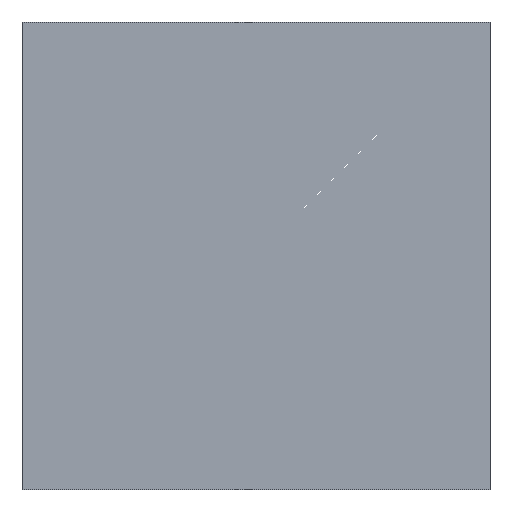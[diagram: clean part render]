
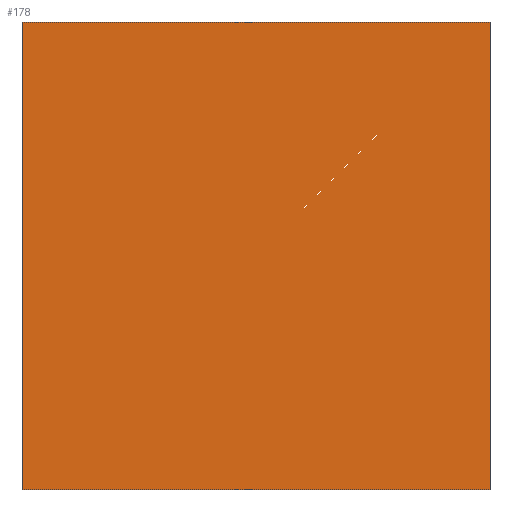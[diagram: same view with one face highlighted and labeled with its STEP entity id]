
A CAD part, front view. The second image highlights one B-rep face of the part: STEP entity #178.
In plain terms, the highlighted planar face has unit normal (0, -1, 0).
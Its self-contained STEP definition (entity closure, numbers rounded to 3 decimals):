
#18 = ORIENTED_EDGE ( 'NONE', *, *, #43, .F. ) ;
#23 = EDGE_CURVE ( 'NONE', #202, #65, #109, .T. ) ;
#39 = CARTESIAN_POINT ( 'NONE',  ( 10., 0., -10. ) ) ;
#42 = DIRECTION ( 'NONE',  ( 0., 0., -1. ) ) ;
#43 = EDGE_CURVE ( 'NONE', #95, #89, #120, .T. ) ;
#46 = CARTESIAN_POINT ( 'NONE',  ( -10., 0., -10. ) ) ;
#49 = LINE ( 'NONE', #193, #145 ) ;
#52 = LINE ( 'NONE', #115, #194 ) ;
#55 = EDGE_LOOP ( 'NONE', ( #18, #103, #78, #57 ) ) ;
#57 = ORIENTED_EDGE ( 'NONE', *, *, #99, .F. ) ;
#65 = VERTEX_POINT ( 'NONE', #39 ) ;
#66 = CARTESIAN_POINT ( 'NONE',  ( -10., 0., -10. ) ) ;
#71 = CARTESIAN_POINT ( 'NONE',  ( 0., 0., 0. ) ) ;
#77 = VECTOR ( 'NONE', #173, 1000. ) ;
#78 = ORIENTED_EDGE ( 'NONE', *, *, #23, .F. ) ;
#89 = VERTEX_POINT ( 'NONE', #166 ) ;
#92 = CARTESIAN_POINT ( 'NONE',  ( 10., 0., -10. ) ) ;
#95 = VERTEX_POINT ( 'NONE', #66 ) ;
#99 = EDGE_CURVE ( 'NONE', #89, #202, #49, .T. ) ;
#103 = ORIENTED_EDGE ( 'NONE', *, *, #106, .F. ) ;
#106 = EDGE_CURVE ( 'NONE', #65, #95, #52, .T. ) ;
#109 = LINE ( 'NONE', #92, #171 ) ;
#115 = CARTESIAN_POINT ( 'NONE',  ( -10., 0., -10. ) ) ;
#120 = LINE ( 'NONE', #46, #77 ) ;
#123 = CARTESIAN_POINT ( 'NONE',  ( 10., 0., 10. ) ) ;
#126 = DIRECTION ( 'NONE',  ( 0., 0., 1. ) ) ;
#137 = PLANE ( 'NONE',  #187 ) ;
#145 = VECTOR ( 'NONE', #157, 1000. ) ;
#149 = FACE_OUTER_BOUND ( 'NONE', #55, .T. ) ;
#151 = DIRECTION ( 'NONE',  ( 0., 1., 0. ) ) ;
#157 = DIRECTION ( 'NONE',  ( 1., 0., 0. ) ) ;
#166 = CARTESIAN_POINT ( 'NONE',  ( -10., 0., 10. ) ) ;
#171 = VECTOR ( 'NONE', #42, 1000. ) ;
#173 = DIRECTION ( 'NONE',  ( 0., 0., 1. ) ) ;
#178 = ADVANCED_FACE ( 'NONE', ( #149 ), #137, .F. ) ;
#187 = AXIS2_PLACEMENT_3D ( 'NONE', #71, #151, #126 ) ;
#193 = CARTESIAN_POINT ( 'NONE',  ( -10., 0., 10. ) ) ;
#194 = VECTOR ( 'NONE', #196, 1000. ) ;
#196 = DIRECTION ( 'NONE',  ( -1., 0., 0. ) ) ;
#202 = VERTEX_POINT ( 'NONE', #123 ) ;
